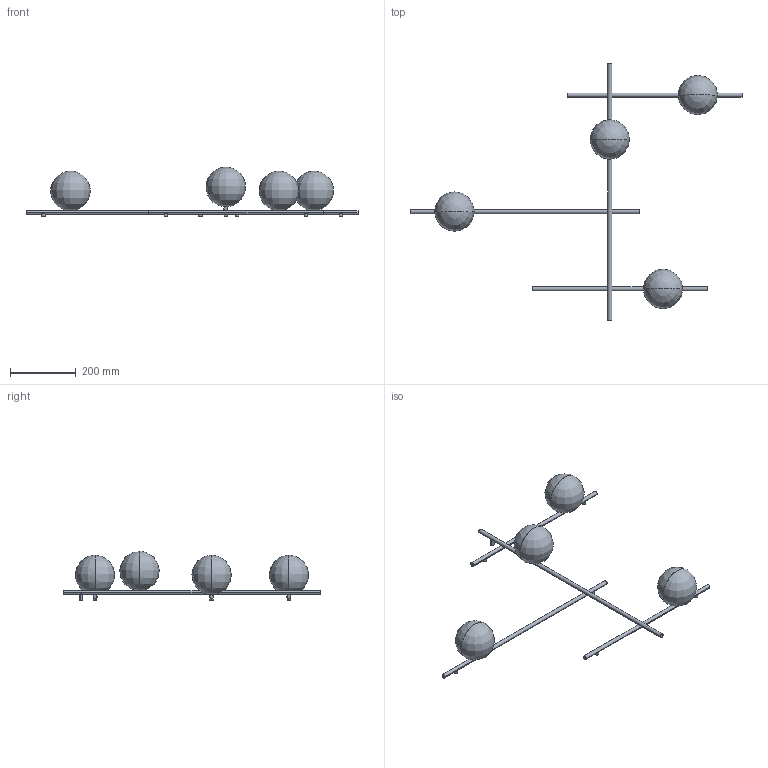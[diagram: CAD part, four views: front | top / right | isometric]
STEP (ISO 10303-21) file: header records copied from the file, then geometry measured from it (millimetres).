
FILE_DESCRIPTION(/* description */ (''),/* implementation_level */ '2;1');
FILE_NAME(/* name */ '1744.378_MIKADO',/* time_stamp */ '2024-04-09T15:36:56+02:00',/* author */ (''),/* organization */ (''),/* preprocessor_version */ 'ST-DEVELOPER v16.5',/* originating_system */ 'Rhino 7.15',/* authorisation */ '');
FILE_SCHEMA (('CONFIG_CONTROL_DESIGN'));
Length unit declared in the file: millimetre
Products named in the file (1): Document
Bounding box: 1008.48 x 780 x 150.39 mm (x, y, z)
Volume: 1956078.3 mm3; surface area: 544321.4 mm2
Topology: 18 solids, 19 shells, 75 faces, 146 edges, 76 vertices
Faces by surface type: bspline 32, cylinder 22, plane 21
Entity records: 2295 total; most frequent: CARTESIAN_POINT 1390, ORIENTED_EDGE 226, EDGE_CURVE 114, VERTEX_POINT 76, ADVANCED_FACE 75, FACE_OUTER_BOUND 75, EDGE_LOOP 75, DIRECTION 49
